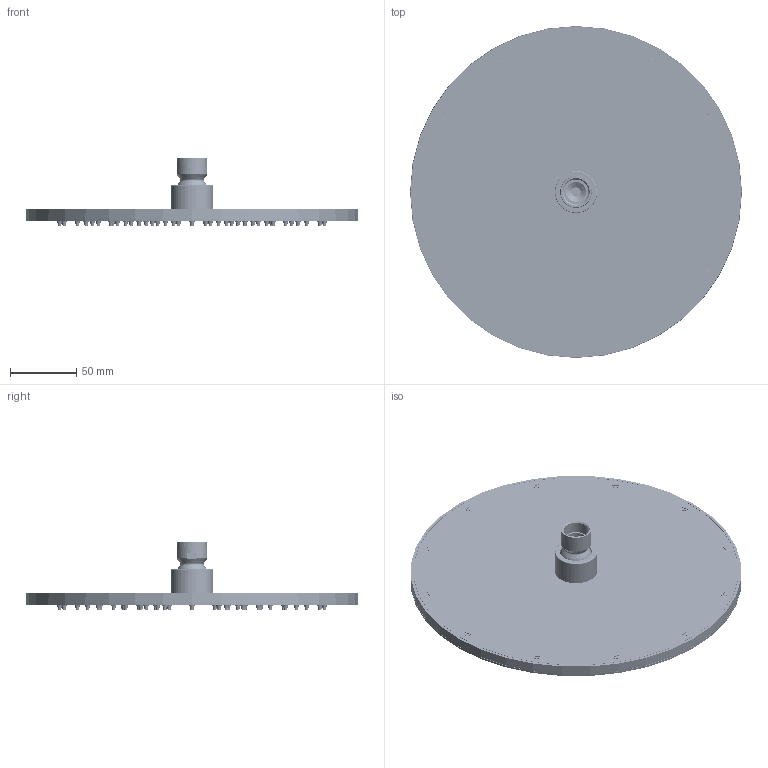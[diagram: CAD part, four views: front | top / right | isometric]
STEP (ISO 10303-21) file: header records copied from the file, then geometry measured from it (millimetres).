
FILE_DESCRIPTION((''),'2;1');
FILE_NAME('ZSOF101CR','2021-05-06T17:15:00',('ut3'),('PAFFONI SpA'),'CREO PARAMETRIC BY PTC INC, 2020044','CREO PARAMETRIC BY PTC INC, 2020044','');
FILE_SCHEMA(('CONFIG_CONTROL_DESIGN','SHAPE_APPEARANCE_LAYERS_GROUPS'));
Length unit declared in the file: millimetre
Products named in the file (1): ZSOF101CR
Bounding box: 250.69 x 250.69 x 51.9 mm (x, y, z)
Volume: 228905.6 mm3; surface area: 202236 mm2
Topology: 1 solids, 1 shells, 2749 faces, 5798 edges, 3361 vertices
Faces by surface type: torus 1413, cylinder 658, plane 352, cone 322, sphere 4
Entity records: 112642 total; most frequent: DIRECTION 15824, CARTESIAN_POINT 12814, ORIENTED_EDGE 11596, PRESENTATION_STYLE_ASSIGNMENT 8548, AXIS2_PLACEMENT_3D 7377, STYLED_ITEM 5802, CURVE_STYLE 5798, EDGE_CURVE 5798
